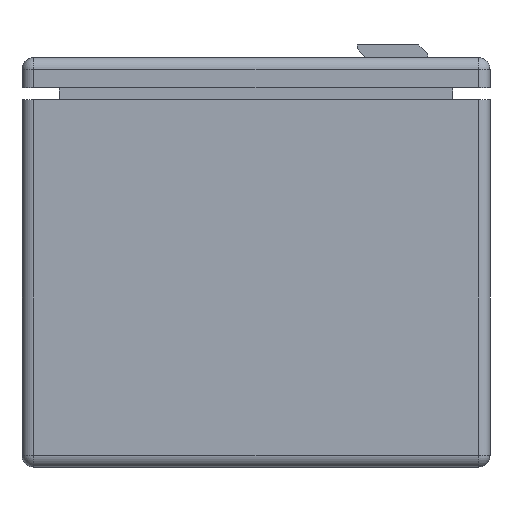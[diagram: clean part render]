
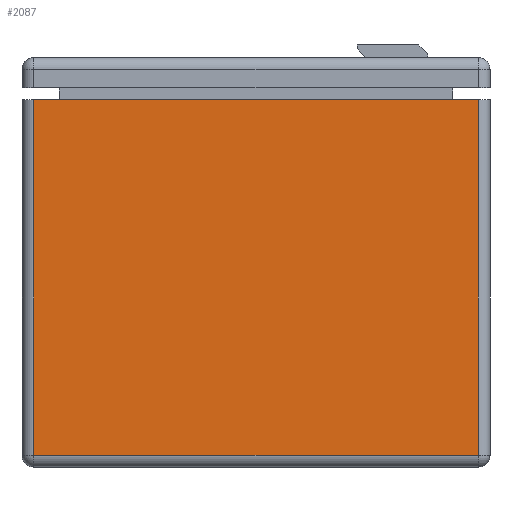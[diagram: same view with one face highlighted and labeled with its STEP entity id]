
A CAD part, front view. The second image highlights one B-rep face of the part: STEP entity #2087.
In plain terms, the highlighted planar face has unit normal (0, -1, 0).
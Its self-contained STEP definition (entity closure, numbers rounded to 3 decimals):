
#405=FACE_OUTER_BOUND('',#583,.T.);
#583=EDGE_LOOP('',(#1614,#1615,#1616,#1617));
#747=LINE('',#3409,#887);
#752=LINE('',#3421,#892);
#753=LINE('',#3423,#893);
#754=LINE('',#3424,#894);
#887=VECTOR('',#2722,228.);
#892=VECTOR('',#2735,182.5);
#893=VECTOR('',#2736,228.);
#894=VECTOR('',#2737,182.5);
#1058=VERTEX_POINT('',#3406);
#1059=VERTEX_POINT('',#3408);
#1062=VERTEX_POINT('',#3420);
#1063=VERTEX_POINT('',#3422);
#1260=EDGE_CURVE('',#1059,#1058,#747,.T.);
#1267=EDGE_CURVE('',#1062,#1058,#752,.T.);
#1268=EDGE_CURVE('',#1063,#1062,#753,.T.);
#1269=EDGE_CURVE('',#1059,#1063,#754,.T.);
#1614=ORIENTED_EDGE('',*,*,#1260,.T.);
#1615=ORIENTED_EDGE('',*,*,#1267,.F.);
#1616=ORIENTED_EDGE('',*,*,#1268,.F.);
#1617=ORIENTED_EDGE('',*,*,#1269,.F.);
#1993=PLANE('',#2281);
#2087=ADVANCED_FACE('',(#405),#1993,.T.);
#2281=AXIS2_PLACEMENT_3D('',#3419,#2733,#2734);
#2722=DIRECTION('',(-1.,0.,0.));
#2733=DIRECTION('center_axis',(0.,-1.,0.));
#2734=DIRECTION('ref_axis',(0.,0.,-1.));
#2735=DIRECTION('',(0.,0.,1.));
#2736=DIRECTION('',(-1.,0.,0.));
#2737=DIRECTION('',(0.,0.,-1.));
#3406=CARTESIAN_POINT('',(-234.,-470.,188.5));
#3408=CARTESIAN_POINT('',(-6.,-470.,188.5));
#3409=CARTESIAN_POINT('',(-120.,-470.,188.5));
#3419=CARTESIAN_POINT('Origin',(0.,-470.,0.));
#3420=CARTESIAN_POINT('',(-234.,-470.,6.));
#3421=CARTESIAN_POINT('',(-234.,-470.,0.));
#3422=CARTESIAN_POINT('',(-6.,-470.,6.));
#3423=CARTESIAN_POINT('',(-60.,-470.,6.));
#3424=CARTESIAN_POINT('',(-6.,-470.,0.));
